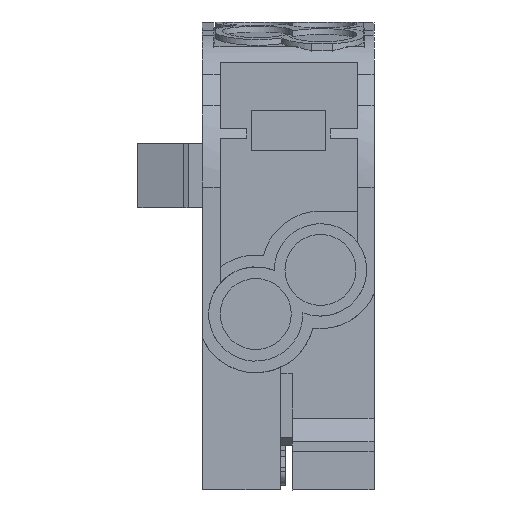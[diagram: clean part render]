
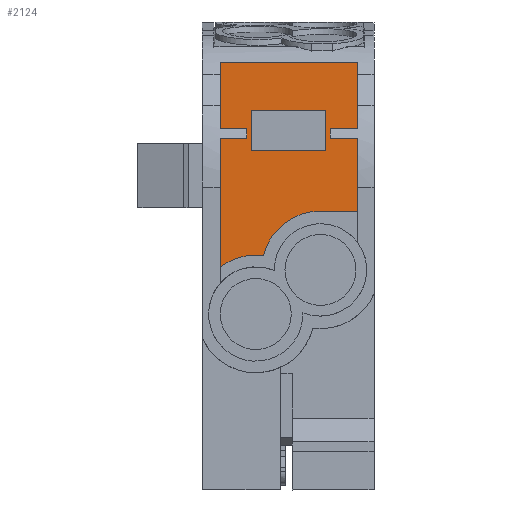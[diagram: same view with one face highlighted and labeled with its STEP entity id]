
A CAD part, front view. The second image highlights one B-rep face of the part: STEP entity #2124.
In plain terms, the highlighted planar face has unit normal (0, -1, 0).
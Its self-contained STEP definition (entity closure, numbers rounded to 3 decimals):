
#1963=AXIS2_PLACEMENT_3D('Circle Axis2P3D',#1961,#1962,$) ;
#1990=AXIS2_PLACEMENT_3D('Plane Axis2P3D',#1987,#1988,#1989) ;
#2031=AXIS2_PLACEMENT_3D('Circle Axis2P3D',#2029,#2030,$) ;
#1467=CARTESIAN_POINT('Vertex',(23.201,9.75,29.458)) ;
#1470=CARTESIAN_POINT('Line Origine',(21.238,9.75,29.458)) ;
#1474=CARTESIAN_POINT('Vertex',(19.275,9.75,29.458)) ;
#1961=CARTESIAN_POINT('Axis2P3D Location',(19.275,9.75,23.236)) ;
#1965=CARTESIAN_POINT('Vertex',(13.241,9.75,24.754)) ;
#1987=CARTESIAN_POINT('Axis2P3D Location',(0.,9.75,0.084)) ;
#1992=CARTESIAN_POINT('Line Origine',(8.696,9.75,41.69)) ;
#1996=CARTESIAN_POINT('Vertex',(8.696,9.75,45.176)) ;
#1998=CARTESIAN_POINT('Vertex',(8.696,9.75,38.204)) ;
#2001=CARTESIAN_POINT('Line Origine',(10.085,9.75,38.204)) ;
#2005=CARTESIAN_POINT('Vertex',(11.475,9.75,38.204)) ;
#2008=CARTESIAN_POINT('Line Origine',(11.475,9.75,37.66)) ;
#2012=CARTESIAN_POINT('Vertex',(11.475,9.75,37.117)) ;
#2015=CARTESIAN_POINT('Line Origine',(10.085,9.75,37.117)) ;
#2019=CARTESIAN_POINT('Vertex',(8.696,9.75,37.117)) ;
#2022=CARTESIAN_POINT('Line Origine',(8.696,9.75,30.334)) ;
#2026=CARTESIAN_POINT('Vertex',(8.696,9.75,23.551)) ;
#2029=CARTESIAN_POINT('Axis2P3D Location',(12.443,9.75,18.584)) ;
#2034=CARTESIAN_POINT('Line Origine',(23.201,9.75,33.287)) ;
#2038=CARTESIAN_POINT('Vertex',(23.201,9.75,37.117)) ;
#2041=CARTESIAN_POINT('Line Origine',(21.766,9.75,37.117)) ;
#2045=CARTESIAN_POINT('Vertex',(20.331,9.75,37.117)) ;
#2048=CARTESIAN_POINT('Line Origine',(20.331,9.75,37.66)) ;
#2052=CARTESIAN_POINT('Vertex',(20.331,9.75,38.204)) ;
#2055=CARTESIAN_POINT('Line Origine',(21.766,9.75,38.204)) ;
#2059=CARTESIAN_POINT('Vertex',(23.201,9.75,38.204)) ;
#2062=CARTESIAN_POINT('Line Origine',(23.201,9.75,41.69)) ;
#2066=CARTESIAN_POINT('Vertex',(23.201,9.75,45.176)) ;
#2069=CARTESIAN_POINT('Line Origine',(15.949,9.75,45.176)) ;
#2090=CARTESIAN_POINT('Line Origine',(19.823,9.75,37.96)) ;
#2094=CARTESIAN_POINT('Vertex',(19.823,9.75,35.828)) ;
#2096=CARTESIAN_POINT('Vertex',(19.823,9.75,40.093)) ;
#2099=CARTESIAN_POINT('Line Origine',(15.914,9.75,35.828)) ;
#2103=CARTESIAN_POINT('Vertex',(12.005,9.75,35.828)) ;
#2106=CARTESIAN_POINT('Line Origine',(12.005,9.75,37.96)) ;
#2110=CARTESIAN_POINT('Vertex',(12.005,9.75,40.093)) ;
#2113=CARTESIAN_POINT('Line Origine',(15.914,9.75,40.093)) ;
#1471=DIRECTION('Vector Direction',(-1.,0.,0.)) ;
#1962=DIRECTION('Axis2P3D Direction',(0.,-1.,0.)) ;
#1988=DIRECTION('Axis2P3D Direction',(0.,-1.,0.)) ;
#1989=DIRECTION('Axis2P3D XDirection',(1.,0.,0.)) ;
#1993=DIRECTION('Vector Direction',(0.,0.,-1.)) ;
#2002=DIRECTION('Vector Direction',(1.,0.,0.)) ;
#2009=DIRECTION('Vector Direction',(0.,0.,-1.)) ;
#2016=DIRECTION('Vector Direction',(1.,0.,0.)) ;
#2023=DIRECTION('Vector Direction',(0.,0.,-1.)) ;
#2030=DIRECTION('Axis2P3D Direction',(0.,-1.,0.)) ;
#2035=DIRECTION('Vector Direction',(0.,0.,1.)) ;
#2042=DIRECTION('Vector Direction',(1.,0.,0.)) ;
#2049=DIRECTION('Vector Direction',(0.,0.,-1.)) ;
#2056=DIRECTION('Vector Direction',(-1.,0.,0.)) ;
#2063=DIRECTION('Vector Direction',(0.,0.,1.)) ;
#2070=DIRECTION('Vector Direction',(1.,0.,0.)) ;
#2091=DIRECTION('Vector Direction',(0.,0.,1.)) ;
#2100=DIRECTION('Vector Direction',(-1.,0.,0.)) ;
#2107=DIRECTION('Vector Direction',(0.,0.,-1.)) ;
#2114=DIRECTION('Vector Direction',(1.,0.,0.)) ;
#1472=VECTOR('Line Direction',#1471,1.) ;
#1994=VECTOR('Line Direction',#1993,1.) ;
#2003=VECTOR('Line Direction',#2002,1.) ;
#2010=VECTOR('Line Direction',#2009,1.) ;
#2017=VECTOR('Line Direction',#2016,1.) ;
#2024=VECTOR('Line Direction',#2023,1.) ;
#2036=VECTOR('Line Direction',#2035,1.) ;
#2043=VECTOR('Line Direction',#2042,1.) ;
#2050=VECTOR('Line Direction',#2049,1.) ;
#2057=VECTOR('Line Direction',#2056,1.) ;
#2064=VECTOR('Line Direction',#2063,1.) ;
#2071=VECTOR('Line Direction',#2070,1.) ;
#2092=VECTOR('Line Direction',#2091,1.) ;
#2101=VECTOR('Line Direction',#2100,1.) ;
#2108=VECTOR('Line Direction',#2107,1.) ;
#2115=VECTOR('Line Direction',#2114,1.) ;
#2075=ORIENTED_EDGE('',*,*,#2000,.T.) ;
#2076=ORIENTED_EDGE('',*,*,#2007,.T.) ;
#2077=ORIENTED_EDGE('',*,*,#2014,.T.) ;
#2078=ORIENTED_EDGE('',*,*,#2021,.T.) ;
#2079=ORIENTED_EDGE('',*,*,#2028,.T.) ;
#2080=ORIENTED_EDGE('',*,*,#2033,.T.) ;
#2081=ORIENTED_EDGE('',*,*,#1967,.T.) ;
#2082=ORIENTED_EDGE('',*,*,#1476,.T.) ;
#2083=ORIENTED_EDGE('',*,*,#2040,.T.) ;
#2084=ORIENTED_EDGE('',*,*,#2047,.T.) ;
#2085=ORIENTED_EDGE('',*,*,#2054,.T.) ;
#2086=ORIENTED_EDGE('',*,*,#2061,.T.) ;
#2087=ORIENTED_EDGE('',*,*,#2068,.T.) ;
#2088=ORIENTED_EDGE('',*,*,#2073,.F.) ;
#2119=ORIENTED_EDGE('',*,*,#2098,.F.) ;
#2120=ORIENTED_EDGE('',*,*,#2105,.T.) ;
#2121=ORIENTED_EDGE('',*,*,#2112,.F.) ;
#2122=ORIENTED_EDGE('',*,*,#2117,.T.) ;
#2123=FACE_BOUND('',#2118,.T.) ;
#2124=ADVANCED_FACE('1561100000_WPD_101_2x25-2x16_BK',(#2089,#2123),#1991,.T.) ;
#1964=CIRCLE('generated circle',#1963,6.222) ;
#2032=CIRCLE('generated circle',#2031,6.222) ;
#1476=EDGE_CURVE('',#1475,#1468,#1473,.F.) ;
#1967=EDGE_CURVE('',#1966,#1475,#1964,.F.) ;
#2000=EDGE_CURVE('',#1997,#1999,#1995,.T.) ;
#2007=EDGE_CURVE('',#1999,#2006,#2004,.T.) ;
#2014=EDGE_CURVE('',#2006,#2013,#2011,.T.) ;
#2021=EDGE_CURVE('',#2013,#2020,#2018,.F.) ;
#2028=EDGE_CURVE('',#2020,#2027,#2025,.T.) ;
#2033=EDGE_CURVE('',#2027,#1966,#2032,.F.) ;
#2040=EDGE_CURVE('',#1468,#2039,#2037,.T.) ;
#2047=EDGE_CURVE('',#2039,#2046,#2044,.F.) ;
#2054=EDGE_CURVE('',#2046,#2053,#2051,.F.) ;
#2061=EDGE_CURVE('',#2053,#2060,#2058,.F.) ;
#2068=EDGE_CURVE('',#2060,#2067,#2065,.T.) ;
#2073=EDGE_CURVE('',#1997,#2067,#2072,.T.) ;
#2098=EDGE_CURVE('',#2095,#2097,#2093,.T.) ;
#2105=EDGE_CURVE('',#2095,#2104,#2102,.T.) ;
#2112=EDGE_CURVE('',#2111,#2104,#2109,.T.) ;
#2117=EDGE_CURVE('',#2111,#2097,#2116,.T.) ;
#2074=EDGE_LOOP('',(#2075,#2076,#2077,#2078,#2079,#2080,#2081,#2082,#2083,#2084,#2085,#2086,#2087,#2088)) ;
#2118=EDGE_LOOP('',(#2119,#2120,#2121,#2122)) ;
#2089=FACE_OUTER_BOUND('',#2074,.T.) ;
#1473=LINE('Line',#1470,#1472) ;
#1995=LINE('Line',#1992,#1994) ;
#2004=LINE('Line',#2001,#2003) ;
#2011=LINE('Line',#2008,#2010) ;
#2018=LINE('Line',#2015,#2017) ;
#2025=LINE('Line',#2022,#2024) ;
#2037=LINE('Line',#2034,#2036) ;
#2044=LINE('Line',#2041,#2043) ;
#2051=LINE('Line',#2048,#2050) ;
#2058=LINE('Line',#2055,#2057) ;
#2065=LINE('Line',#2062,#2064) ;
#2072=LINE('Line',#2069,#2071) ;
#2093=LINE('Line',#2090,#2092) ;
#2102=LINE('Line',#2099,#2101) ;
#2109=LINE('Line',#2106,#2108) ;
#2116=LINE('Line',#2113,#2115) ;
#1991=PLANE('',#1990) ;
#1468=VERTEX_POINT('',#1467) ;
#1475=VERTEX_POINT('',#1474) ;
#1966=VERTEX_POINT('',#1965) ;
#1997=VERTEX_POINT('',#1996) ;
#1999=VERTEX_POINT('',#1998) ;
#2006=VERTEX_POINT('',#2005) ;
#2013=VERTEX_POINT('',#2012) ;
#2020=VERTEX_POINT('',#2019) ;
#2027=VERTEX_POINT('',#2026) ;
#2039=VERTEX_POINT('',#2038) ;
#2046=VERTEX_POINT('',#2045) ;
#2053=VERTEX_POINT('',#2052) ;
#2060=VERTEX_POINT('',#2059) ;
#2067=VERTEX_POINT('',#2066) ;
#2095=VERTEX_POINT('',#2094) ;
#2097=VERTEX_POINT('',#2096) ;
#2104=VERTEX_POINT('',#2103) ;
#2111=VERTEX_POINT('',#2110) ;
